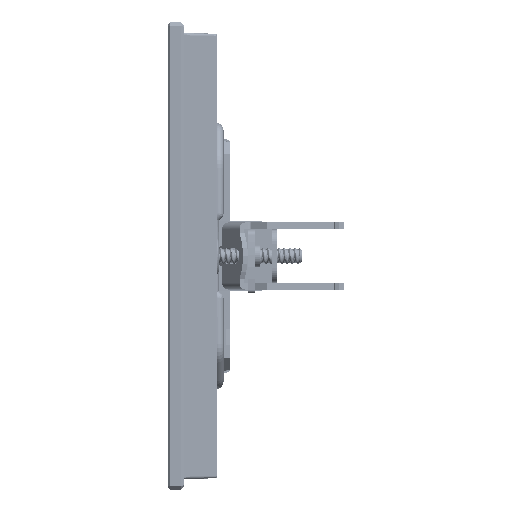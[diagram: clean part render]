
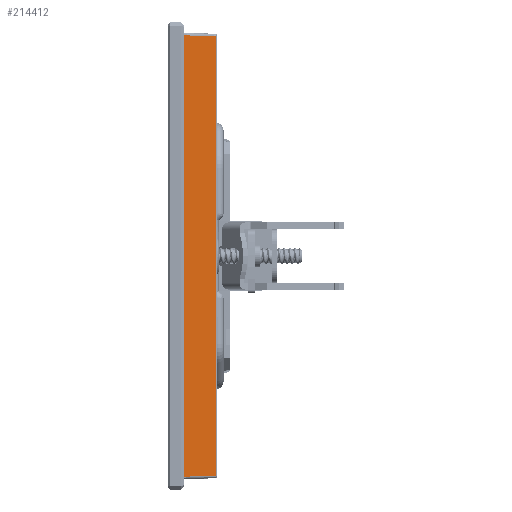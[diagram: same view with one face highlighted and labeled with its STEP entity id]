
A CAD part, left-side view. The second image highlights one B-rep face of the part: STEP entity #214412.
In plain terms, the highlighted planar face has unit normal (-0.999, -0.035, 0).
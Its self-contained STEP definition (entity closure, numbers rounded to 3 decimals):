
#4016 = EDGE_CURVE ( 'NONE', #78773, #11592, #289873, .T. ) ;
#11592 = VERTEX_POINT ( 'NONE', #228968 ) ;
#17166 = DIRECTION ( 'NONE',  ( 0., 0., -1. ) ) ;
#39649 = CARTESIAN_POINT ( 'NONE',  ( -42., 6.2, 158.5 ) ) ;
#46170 = CARTESIAN_POINT ( 'NONE',  ( -42., 6.2, 241.5 ) ) ;
#59170 = CARTESIAN_POINT ( 'NONE',  ( -42., 6.2, 241.5 ) ) ;
#61529 = VECTOR ( 'NONE', #315453, 1000. ) ;
#62595 = PLANE ( 'NONE',  #233813 ) ;
#78773 = VERTEX_POINT ( 'NONE', #255041 ) ;
#86817 = DIRECTION ( 'NONE',  ( -0.999, -0.035, 0. ) ) ;
#94988 = EDGE_LOOP ( 'NONE', ( #194921, #137769, #168633, #315120 ) ) ;
#101614 = EDGE_CURVE ( 'NONE', #134268, #11592, #309128, .T. ) ;
#112677 = DIRECTION ( 'NONE',  ( -0.035, 0.999, 0. ) ) ;
#117082 = LINE ( 'NONE', #242871, #61529 ) ;
#134268 = VERTEX_POINT ( 'NONE', #258667 ) ;
#137065 = EDGE_CURVE ( 'NONE', #318074, #134268, #117082, .T. ) ;
#137769 = ORIENTED_EDGE ( 'NONE', *, *, #137065, .T. ) ;
#156765 = EDGE_CURVE ( 'NONE', #318074, #78773, #202897, .T. ) ;
#164069 = CARTESIAN_POINT ( 'NONE',  ( -41.787, 0.097, 241.287 ) ) ;
#168633 = ORIENTED_EDGE ( 'NONE', *, *, #101614, .T. ) ;
#170588 = VECTOR ( 'NONE', #212375, 1000. ) ;
#180272 = DIRECTION ( 'NONE',  ( 0.035, -0.999, -0.035 ) ) ;
#194921 = ORIENTED_EDGE ( 'NONE', *, *, #156765, .F. ) ;
#202897 = LINE ( 'NONE', #59170, #285409 ) ;
#212375 = DIRECTION ( 'NONE',  ( 0.035, -0.999, 0.035 ) ) ;
#214412 = ADVANCED_FACE ( 'NONE', ( #282097 ), #62595, .T. ) ;
#228968 = CARTESIAN_POINT ( 'NONE',  ( -41.787, 0.097, 158.713 ) ) ;
#233813 = AXIS2_PLACEMENT_3D ( 'NONE', #307871, #86817, #112677 ) ;
#242871 = CARTESIAN_POINT ( 'NONE',  ( -42., 6.2, 241.5 ) ) ;
#255041 = CARTESIAN_POINT ( 'NONE',  ( -41.787, 0.097, 241.287 ) ) ;
#258667 = CARTESIAN_POINT ( 'NONE',  ( -42., 6.2, 158.5 ) ) ;
#282097 = FACE_OUTER_BOUND ( 'NONE', #94988, .T. ) ;
#285409 = VECTOR ( 'NONE', #180272, 1000. ) ;
#289873 = LINE ( 'NONE', #164069, #314108 ) ;
#307871 = CARTESIAN_POINT ( 'NONE',  ( -42., 6.2, 155.432 ) ) ;
#309128 = LINE ( 'NONE', #39649, #170588 ) ;
#314108 = VECTOR ( 'NONE', #17166, 1000. ) ;
#315120 = ORIENTED_EDGE ( 'NONE', *, *, #4016, .F. ) ;
#315453 = DIRECTION ( 'NONE',  ( 0., 0., -1. ) ) ;
#318074 = VERTEX_POINT ( 'NONE', #46170 ) ;
